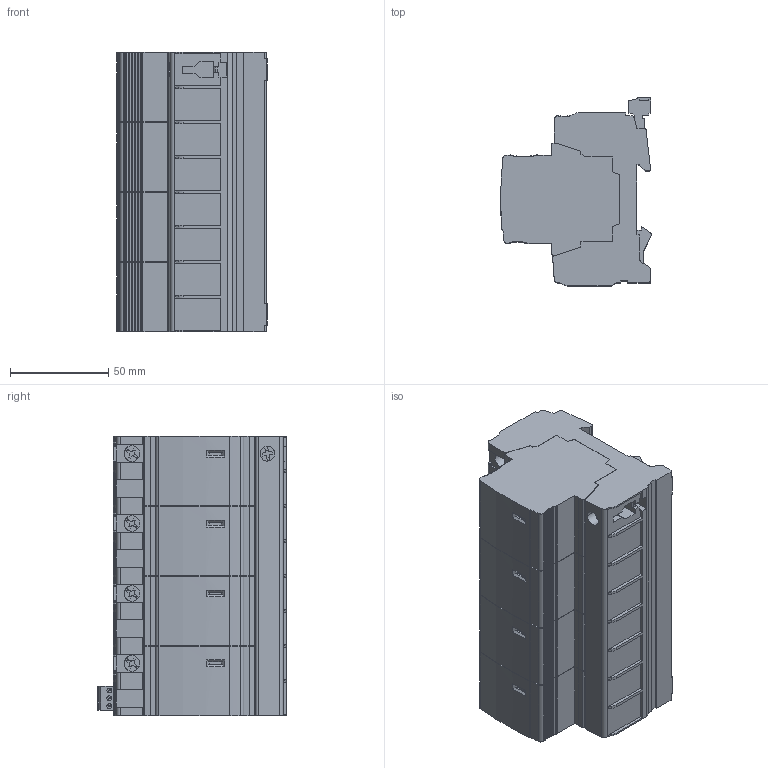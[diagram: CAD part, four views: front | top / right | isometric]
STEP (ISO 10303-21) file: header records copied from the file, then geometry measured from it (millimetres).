
FILE_DESCRIPTION((''),'2;1');
FILE_NAME('B80001529','2017-03-03T',('FRJEGUI'),(''),'CREO PARAMETRIC BY PTC INC, 2016380','CREO PARAMETRIC BY PTC INC, 2016380','');
FILE_SCHEMA(('CONFIG_CONTROL_DESIGN'));
Length unit declared in the file: millimetre
Products named in the file (1): B80001529
Bounding box: 76.67 x 95.8 x 142.4 mm (x, y, z)
Volume: 697059.8 mm3; surface area: 85739.9 mm2
Topology: 1 solids, 1 shells, 1273 faces, 3730 edges, 2464 vertices
Faces by surface type: plane 940, cylinder 325, cone 8
Entity records: 42086 total; most frequent: CARTESIAN_POINT 7593, ORIENTED_EDGE 7460, DIRECTION 6956, EDGE_CURVE 3730, VECTOR 3014, LINE 3014, VERTEX_POINT 2464, AXIS2_PLACEMENT_3D 1971
